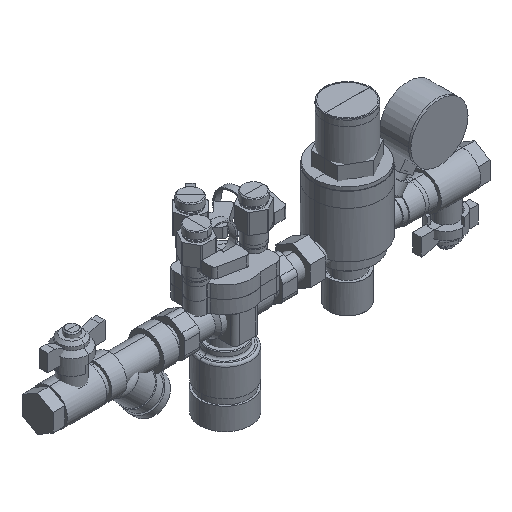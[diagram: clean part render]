
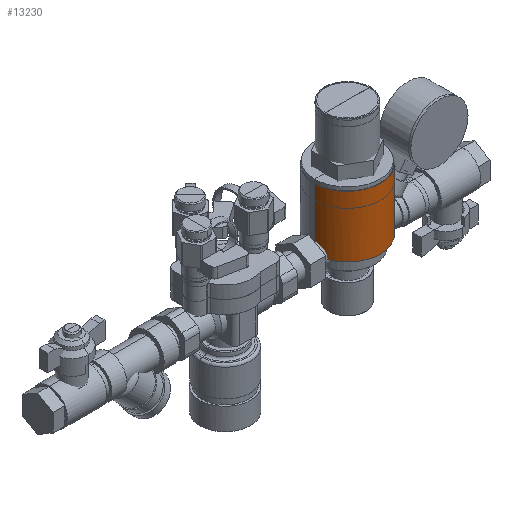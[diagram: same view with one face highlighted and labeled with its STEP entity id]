
A CAD part, isometric view. The second image highlights one B-rep face of the part: STEP entity #13230.
In plain terms, the highlighted cylindrical face has radius 29 mm (diameter 58 mm), a partial arc.
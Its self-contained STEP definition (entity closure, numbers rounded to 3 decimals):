
#13154=CARTESIAN_POINT('Vertex',(135.85,0.,53.5)) ;
#13156=CARTESIAN_POINT('Vertex',(77.85,0.,53.5)) ;
#13160=CARTESIAN_POINT('Control Point',(77.85,0.,53.5)) ;
#13161=CARTESIAN_POINT('Control Point',(77.847,-1.909,53.5)) ;
#13162=CARTESIAN_POINT('Control Point',(78.038,-3.817,53.5)) ;
#13163=CARTESIAN_POINT('Control Point',(78.789,-7.56,53.5)) ;
#13164=CARTESIAN_POINT('Control Point',(79.348,-9.394,53.5)) ;
#13165=CARTESIAN_POINT('Control Point',(80.808,-12.899,53.5)) ;
#13166=CARTESIAN_POINT('Control Point',(81.705,-14.571,53.5)) ;
#13167=CARTESIAN_POINT('Control Point',(83.807,-17.709,53.5)) ;
#13168=CARTESIAN_POINT('Control Point',(85.012,-19.174,53.5)) ;
#13169=CARTESIAN_POINT('Control Point',(87.678,-21.839,53.5)) ;
#13170=CARTESIAN_POINT('Control Point',(89.137,-23.039,53.5)) ;
#13171=CARTESIAN_POINT('Control Point',(92.259,-25.133,53.5)) ;
#13172=CARTESIAN_POINT('Control Point',(93.923,-26.027,53.5)) ;
#13173=CARTESIAN_POINT('Control Point',(97.407,-27.484,53.5)) ;
#13174=CARTESIAN_POINT('Control Point',(99.228,-28.045,53.5)) ;
#13175=CARTESIAN_POINT('Control Point',(102.945,-28.798,53.5)) ;
#13176=CARTESIAN_POINT('Control Point',(104.84,-28.992,53.5)) ;
#13177=CARTESIAN_POINT('Control Point',(108.631,-29.006,53.5)) ;
#13178=CARTESIAN_POINT('Control Point',(110.527,-28.828,53.5)) ;
#13179=CARTESIAN_POINT('Control Point',(114.247,-28.105,53.5)) ;
#13180=CARTESIAN_POINT('Control Point',(116.071,-27.56,53.5)) ;
#13181=CARTESIAN_POINT('Control Point',(119.574,-26.127,53.5)) ;
#13182=CARTESIAN_POINT('Control Point',(121.253,-25.241,53.5)) ;
#13183=CARTESIAN_POINT('Control Point',(124.407,-23.159,53.5)) ;
#13184=CARTESIAN_POINT('Control Point',(125.882,-21.962,53.5)) ;
#13185=CARTESIAN_POINT('Control Point',(128.584,-19.294,53.5)) ;
#13186=CARTESIAN_POINT('Control Point',(129.809,-17.819,53.5)) ;
#13187=CARTESIAN_POINT('Control Point',(131.945,-14.658,53.5)) ;
#13188=CARTESIAN_POINT('Control Point',(132.857,-12.972,53.5)) ;
#13189=CARTESIAN_POINT('Control Point',(134.336,-9.443,53.5)) ;
#13190=CARTESIAN_POINT('Control Point',(134.901,-7.599,53.5)) ;
#13191=CARTESIAN_POINT('Control Point',(135.66,-3.838,53.5)) ;
#13192=CARTESIAN_POINT('Control Point',(135.853,-1.919,53.5)) ;
#13193=CARTESIAN_POINT('Control Point',(135.85,0.,53.5)) ;
#13200=CARTESIAN_POINT('Axis2P3D Location',(106.85,0.,50.195)) ;
#13205=CARTESIAN_POINT('Line Origine',(135.85,0.,50.195)) ;
#13209=CARTESIAN_POINT('Vertex',(135.85,0.,0.)) ;
#13212=CARTESIAN_POINT('Line Origine',(77.85,0.,50.195)) ;
#13216=CARTESIAN_POINT('Vertex',(77.85,0.,0.)) ;
#13219=CARTESIAN_POINT('Axis2P3D Location',(106.85,0.,0.)) ;
#13207=VECTOR('Line Direction',#13206,1.) ;
#13214=VECTOR('Line Direction',#13213,1.) ;
#13201=DIRECTION('Axis2P3D Direction',(0.,0.,-1.)) ;
#13202=DIRECTION('Axis2P3D XDirection',(0.,1.,0.)) ;
#13206=DIRECTION('Vector Direction',(0.,0.,-1.)) ;
#13213=DIRECTION('Vector Direction',(0.,0.,-1.)) ;
#13220=DIRECTION('Axis2P3D Direction',(0.,0.,-1.)) ;
#13203=AXIS2_PLACEMENT_3D('Cylinder Axis2P3D',#13200,#13201,#13202) ;
#13221=AXIS2_PLACEMENT_3D('Circle Axis2P3D',#13219,#13220,$) ;
#13208=LINE('Line',#13205,#13207) ;
#13215=LINE('Line',#13212,#13214) ;
#13222=CIRCLE('generated circle',#13221,29.) ;
#13204=CYLINDRICAL_SURFACE('generated cylinder',#13203,29.) ;
#13194=EDGE_CURVE('',#13157,#13155,#13159,.T.) ;
#13211=EDGE_CURVE('',#13210,#13155,#13208,.F.) ;
#13218=EDGE_CURVE('',#13157,#13217,#13215,.T.) ;
#13223=EDGE_CURVE('',#13210,#13217,#13222,.T.) ;
#13225=ORIENTED_EDGE('',*,*,#13211,.T.) ;
#13226=ORIENTED_EDGE('',*,*,#13194,.F.) ;
#13227=ORIENTED_EDGE('',*,*,#13218,.T.) ;
#13228=ORIENTED_EDGE('',*,*,#13223,.F.) ;
#13224=EDGE_LOOP('',(#13225,#13226,#13227,#13228)) ;
#13155=VERTEX_POINT('',#13154) ;
#13157=VERTEX_POINT('',#13156) ;
#13210=VERTEX_POINT('',#13209) ;
#13217=VERTEX_POINT('',#13216) ;
#13230=ADVANCED_FACE('574000_29.1\\PartBody',(#13229),#13204,.T.) ;
#13159=B_SPLINE_CURVE_WITH_KNOTS('',3,(#13160,#13161,#13162,#13163,#13164,#13165,#13166,#13167,#13168,#13169,#13170,#13171,#13172,#13173,#13174,#13175,#13176,#13177,#13178,#13179,#13180,#13181,#13182,#13183,#13184,#13185,#13186,#13187,#13188,#13189,#13190,#13191,#13192,#13193),.UNSPECIFIED.,.F.,.U.,(4,2,2,2,2,2,2,2,2,2,2,2,2,2,2,2,4),(0.,5.716,11.433,17.089,22.745,28.376,34.008,39.687,45.367,51.042,56.717,62.377,68.038,73.752,79.466,85.212,90.959),.UNSPECIFIED.) ;
#13229=FACE_OUTER_BOUND('',#13224,.T.) ;
